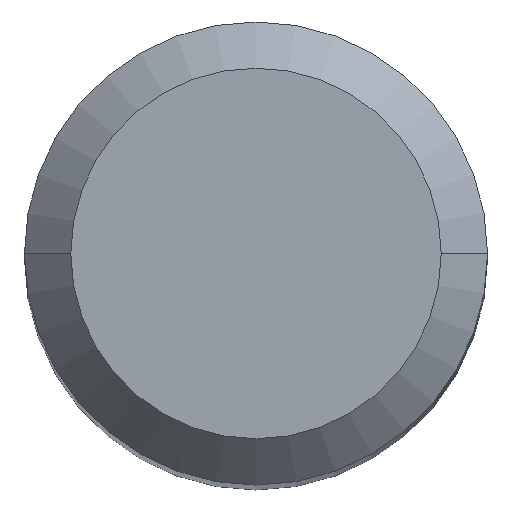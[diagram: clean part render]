
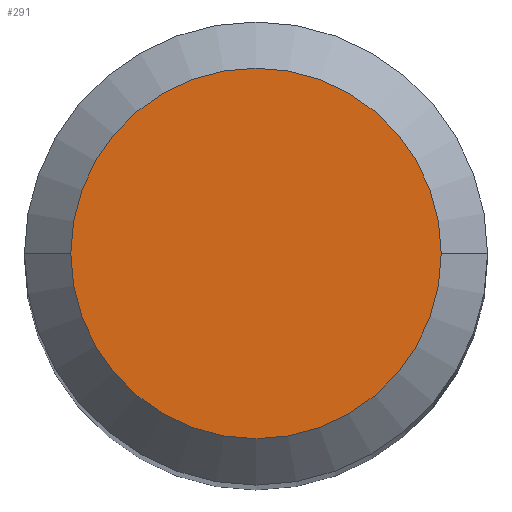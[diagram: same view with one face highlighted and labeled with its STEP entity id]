
A CAD part, top view. The second image highlights one B-rep face of the part: STEP entity #291.
In plain terms, the highlighted planar face has unit normal (0, 0, 1).
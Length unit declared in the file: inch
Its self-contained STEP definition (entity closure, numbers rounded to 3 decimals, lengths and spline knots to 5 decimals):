
#20 = VERTEX_POINT ( 'NONE', #314 ) ;
#25 = AXIS2_PLACEMENT_3D ( 'NONE', #160, #285, #323 ) ;
#27 = ORIENTED_EDGE ( 'NONE', *, *, #296, .T. ) ;
#74 = CARTESIAN_POINT ( 'NONE',  ( 0., 0., 0. ) ) ;
#129 = DIRECTION ( 'NONE',  ( 0., 0., 1. ) ) ;
#132 = CARTESIAN_POINT ( 'NONE',  ( -0.09448, 0., 0. ) ) ;
#156 = PLANE ( 'NONE',  #25 ) ;
#158 = FACE_OUTER_BOUND ( 'NONE', #319, .T. ) ;
#160 = CARTESIAN_POINT ( 'NONE',  ( 0., 0., 0. ) ) ;
#163 = AXIS2_PLACEMENT_3D ( 'NONE', #486, #246, #383 ) ;
#229 = VERTEX_POINT ( 'NONE', #132 ) ;
#246 = DIRECTION ( 'NONE',  ( 0., 0., 1. ) ) ;
#285 = DIRECTION ( 'NONE',  ( 0., 0., -1. ) ) ;
#291 = ADVANCED_FACE ( 'NONE', ( #158 ), #156, .F. ) ;
#296 = EDGE_CURVE ( 'NONE', #229, #20, #339, .T. ) ;
#314 = CARTESIAN_POINT ( 'NONE',  ( 0.09448, 0., 0. ) ) ;
#316 = DIRECTION ( 'NONE',  ( 1., 0., 0. ) ) ;
#318 = AXIS2_PLACEMENT_3D ( 'NONE', #74, #129, #316 ) ;
#319 = EDGE_LOOP ( 'NONE', ( #27, #399 ) ) ;
#323 = DIRECTION ( 'NONE',  ( -1., 0., 0. ) ) ;
#328 = CIRCLE ( 'NONE', #163, 0.09448 ) ;
#339 = CIRCLE ( 'NONE', #318, 0.09448 ) ;
#342 = EDGE_CURVE ( 'NONE', #20, #229, #328, .T. ) ;
#383 = DIRECTION ( 'NONE',  ( 1., 0., 0. ) ) ;
#399 = ORIENTED_EDGE ( 'NONE', *, *, #342, .T. ) ;
#486 = CARTESIAN_POINT ( 'NONE',  ( 0., 0., 0. ) ) ;
